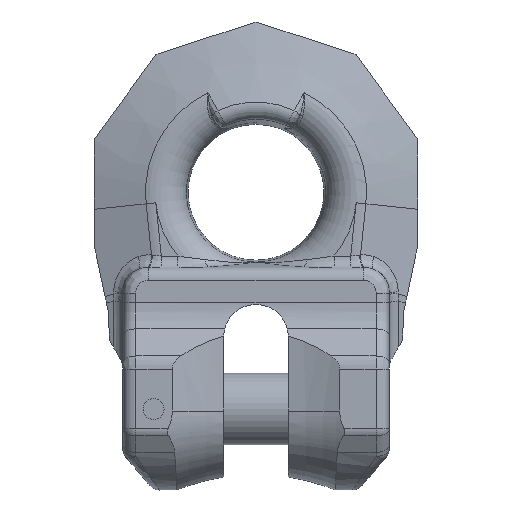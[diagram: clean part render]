
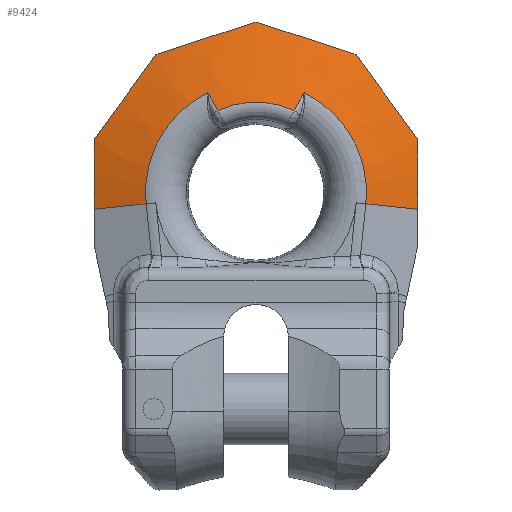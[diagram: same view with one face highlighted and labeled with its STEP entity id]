
A CAD part, front view. The second image highlights one B-rep face of the part: STEP entity #9424.
In plain terms, the highlighted conical face has half-angle 71.874 degrees and reference radius 49.855 mm.
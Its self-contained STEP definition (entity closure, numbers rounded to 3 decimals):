
#781=DIRECTION('',(-0.945,0.311,-0.099));
#782=VECTOR('',#781,21.06);
#783=CARTESIAN_POINT('',(-42.095,-14.404,78.576));
#784=LINE('',#783,#782);
#807=CARTESIAN_POINT('',(0.,-16.96,83.));
#808=DIRECTION('',(0.,-1.,0.));
#809=DIRECTION('',(0.421,0.,0.907));
#810=AXIS2_PLACEMENT_3D('',#807,#808,#809);
#812=CARTESIAN_POINT('',(-62.,-7.852,76.484));
#813=CARTESIAN_POINT('',(-62.,-7.929,78.71));
#814=CARTESIAN_POINT('',(-62.,-8.004,83.161));
#815=CARTESIAN_POINT('',(-62.,-7.879,89.845));
#816=CARTESIAN_POINT('',(-62.,-7.525,96.495));
#817=CARTESIAN_POINT('',(-62.,-7.144,100.929));
#818=CARTESIAN_POINT('',(-62.,-6.92,103.145));
#820=CARTESIAN_POINT('',(-62.,-6.92,103.145));
#821=CARTESIAN_POINT('',(-60.686,-7.146,104.954));
#822=CARTESIAN_POINT('',(-58.057,-7.53,108.572));
#823=CARTESIAN_POINT('',(-54.117,-7.884,113.995));
#824=CARTESIAN_POINT('',(-50.159,-8.004,119.443));
#825=CARTESIAN_POINT('',(-46.201,-7.884,124.891));
#826=CARTESIAN_POINT('',(-42.261,-7.53,130.314));
#827=CARTESIAN_POINT('',(-39.632,-7.146,133.932));
#828=CARTESIAN_POINT('',(-38.318,-6.92,135.74));
#830=CARTESIAN_POINT('',(-38.318,-6.92,135.74));
#831=CARTESIAN_POINT('',(-36.192,-7.146,136.431));
#832=CARTESIAN_POINT('',(-31.938,-7.53,137.813));
#833=CARTESIAN_POINT('',(-25.563,-7.884,139.885));
#834=CARTESIAN_POINT('',(-19.159,-8.004,141.966));
#835=CARTESIAN_POINT('',(-12.754,-7.884,144.047));
#836=CARTESIAN_POINT('',(-6.379,-7.53,146.118));
#837=CARTESIAN_POINT('',(-2.126,-7.146,147.5));
#838=CARTESIAN_POINT('',(0.,-6.92,148.191));
#840=CARTESIAN_POINT('',(0.,-6.92,148.191));
#841=CARTESIAN_POINT('',(2.126,-7.146,147.5));
#842=CARTESIAN_POINT('',(6.38,-7.53,146.118));
#843=CARTESIAN_POINT('',(12.755,-7.884,144.046));
#844=CARTESIAN_POINT('',(19.159,-8.004,141.965));
#845=CARTESIAN_POINT('',(25.564,-7.884,139.885));
#846=CARTESIAN_POINT('',(31.939,-7.53,137.813));
#847=CARTESIAN_POINT('',(36.192,-7.146,136.431));
#848=CARTESIAN_POINT('',(38.318,-6.92,135.74));
#850=CARTESIAN_POINT('',(38.318,-6.92,135.74));
#851=CARTESIAN_POINT('',(39.632,-7.146,133.932));
#852=CARTESIAN_POINT('',(42.261,-7.53,130.314));
#853=CARTESIAN_POINT('',(46.201,-7.884,124.89));
#854=CARTESIAN_POINT('',(50.159,-8.004,119.443));
#855=CARTESIAN_POINT('',(54.117,-7.884,113.995));
#856=CARTESIAN_POINT('',(58.057,-7.53,108.572));
#857=CARTESIAN_POINT('',(60.686,-7.146,104.953));
#858=CARTESIAN_POINT('',(62.,-6.92,103.145));
#860=CARTESIAN_POINT('',(62.,-6.92,103.145));
#861=CARTESIAN_POINT('',(62.,-7.144,100.929));
#862=CARTESIAN_POINT('',(62.,-7.525,96.495));
#863=CARTESIAN_POINT('',(62.,-7.879,89.844));
#864=CARTESIAN_POINT('',(62.,-8.004,83.161));
#865=CARTESIAN_POINT('',(62.,-7.929,78.71));
#866=CARTESIAN_POINT('',(62.,-7.852,76.484));
#881=CARTESIAN_POINT('',(18.451,-14.404,121.094));
#888=CARTESIAN_POINT('',(14.521,-16.96,114.317));
#889=CARTESIAN_POINT('',(14.958,-16.676,115.07));
#890=CARTESIAN_POINT('',(15.831,-16.109,116.575));
#891=CARTESIAN_POINT('',(17.142,-15.257,118.834));
#892=CARTESIAN_POINT('',(18.014,-14.689,120.341));
#893=CARTESIAN_POINT('',(18.451,-14.404,121.094));
#908=CARTESIAN_POINT('',(0.,-14.404,83.));
#909=DIRECTION('',(0.,-1.,0.));
#910=DIRECTION('',(-0.436,0.,0.9));
#911=AXIS2_PLACEMENT_3D('',#908,#909,#910);
#1002=CARTESIAN_POINT('',(0.,-14.404,83.));
#1003=DIRECTION('',(0.,-1.,0.));
#1004=DIRECTION('',(0.995,0.,-0.105));
#1005=AXIS2_PLACEMENT_3D('',#1002,#1003,#1004);
#1297=DIRECTION('',(0.945,0.311,-0.099));
#1298=VECTOR('',#1297,21.06);
#1299=CARTESIAN_POINT('',(42.095,-14.404,78.576));
#1300=LINE('',#1299,#1298);
#5915=CARTESIAN_POINT('',(14.521,-16.96,114.317));
#5939=CARTESIAN_POINT('',(-14.521,-16.96,
114.317));
#5982=CARTESIAN_POINT('',(-18.451,-14.404,
121.093));
#5997=CARTESIAN_POINT('',(-18.451,-14.404,
121.093));
#5998=CARTESIAN_POINT('',(-18.014,-14.689,
120.34));
#5999=CARTESIAN_POINT('',(-17.141,-15.257,
118.834));
#6000=CARTESIAN_POINT('',(-15.831,-16.109,
116.575));
#6001=CARTESIAN_POINT('',(-14.958,-16.676,
115.07));
#6002=CARTESIAN_POINT('',(-14.521,-16.96,
114.317));
#7462=CARTESIAN_POINT('',(42.095,-14.404,78.576));
#7464=VERTEX_POINT('',#7462);
#7466=CARTESIAN_POINT('',(-42.095,-14.404,
78.576));
#7468=VERTEX_POINT('',#7466);
#7469=VERTEX_POINT('',#840);
#7470=VERTEX_POINT('',#848);
#7471=VERTEX_POINT('',#858);
#7472=VERTEX_POINT('',#866);
#7473=VERTEX_POINT('',#812);
#7474=VERTEX_POINT('',#818);
#7475=VERTEX_POINT('',#828);
#7519=VERTEX_POINT('',#5915);
#7520=VERTEX_POINT('',#5939);
#7528=VERTEX_POINT('',#5982);
#7530=VERTEX_POINT('',#881);
#9398=CARTESIAN_POINT('',(0.,-11.94,83.));
#9399=DIRECTION('',(0.,1.,0.));
#9400=DIRECTION('',(0.,0.,-1.));
#9401=AXIS2_PLACEMENT_3D('',#9398,#9399,#9400);
#9402=CONICAL_SURFACE('',#9401,49.855,71.874);
#9404=ORIENTED_EDGE('',*,*,#9403,.F.);
#9406=ORIENTED_EDGE('',*,*,#9405,.T.);
#9408=ORIENTED_EDGE('',*,*,#9407,.F.);
#9410=ORIENTED_EDGE('',*,*,#9409,.T.);
#9411=ORIENTED_EDGE('',*,*,#9389,.T.);
#9412=ORIENTED_EDGE('',*,*,#8305,.T.);
#9413=ORIENTED_EDGE('',*,*,#8324,.T.);
#9414=ORIENTED_EDGE('',*,*,#8339,.T.);
#9415=ORIENTED_EDGE('',*,*,#8354,.T.);
#9416=ORIENTED_EDGE('',*,*,#8369,.T.);
#9417=ORIENTED_EDGE('',*,*,#8386,.T.);
#9419=ORIENTED_EDGE('',*,*,#9418,.F.);
#9421=ORIENTED_EDGE('',*,*,#9420,.T.);
#9422=EDGE_LOOP('',(#9404,#9406,#9408,#9410,#9411,#9412,#9413,#9414,#9415,#9416,
#9417,#9419,#9421));
#9423=FACE_OUTER_BOUND('',#9422,.F.);
#9424=ADVANCED_FACE('',(#9423),#9402,.T.);
#811=CIRCLE('',#810,34.52);
#819=B_SPLINE_CURVE_WITH_KNOTS('',3,(#812,#813,#814,#815,#816,#817,#818),
.UNSPECIFIED.,.F.,.F.,(4,1,1,1,4),(0.,0.25,0.5,0.75,1.),
.UNSPECIFIED.);
#829=B_SPLINE_CURVE_WITH_KNOTS('',3,(#820,#821,#822,#823,#824,#825,#826,#827,
#828),.UNSPECIFIED.,.F.,.F.,(4,1,1,1,1,1,4),(0.,0.167,
0.333,0.5,0.667,0.833,1.),
.UNSPECIFIED.);
#839=B_SPLINE_CURVE_WITH_KNOTS('',3,(#830,#831,#832,#833,#834,#835,#836,#837,
#838),.UNSPECIFIED.,.F.,.F.,(4,1,1,1,1,1,4),(0.,0.167,
0.333,0.5,0.667,0.833,1.),
.UNSPECIFIED.);
#849=B_SPLINE_CURVE_WITH_KNOTS('',3,(#840,#841,#842,#843,#844,#845,#846,#847,
#848),.UNSPECIFIED.,.F.,.F.,(4,1,1,1,1,1,4),(0.,0.167,
0.333,0.5,0.667,0.833,1.),
.UNSPECIFIED.);
#859=B_SPLINE_CURVE_WITH_KNOTS('',3,(#850,#851,#852,#853,#854,#855,#856,#857,
#858),.UNSPECIFIED.,.F.,.F.,(4,1,1,1,1,1,4),(0.,0.167,
0.333,0.5,0.667,0.833,1.),
.UNSPECIFIED.);
#867=B_SPLINE_CURVE_WITH_KNOTS('',3,(#860,#861,#862,#863,#864,#865,#866),
.UNSPECIFIED.,.F.,.F.,(4,1,1,1,4),(0.,0.25,0.5,0.75,1.),
.UNSPECIFIED.);
#894=B_SPLINE_CURVE_WITH_KNOTS('',3,(#888,#889,#890,#891,#892,#893),
.UNSPECIFIED.,.F.,.F.,(4,1,1,4),(0.,0.333,0.667,1.),
.UNSPECIFIED.);
#912=CIRCLE('',#911,42.326);
#1006=CIRCLE('',#1005,42.326);
#6003=B_SPLINE_CURVE_WITH_KNOTS('',3,(#5997,#5998,#5999,#6000,#6001,#6002),
.UNSPECIFIED.,.F.,.F.,(4,1,1,4),(0.,0.333,0.667,1.),
.UNSPECIFIED.);
#8305=EDGE_CURVE('',#7473,#7474,#819,.T.);
#8324=EDGE_CURVE('',#7474,#7475,#829,.T.);
#8339=EDGE_CURVE('',#7475,#7469,#839,.T.);
#8354=EDGE_CURVE('',#7469,#7470,#849,.T.);
#8369=EDGE_CURVE('',#7470,#7471,#859,.T.);
#8386=EDGE_CURVE('',#7471,#7472,#867,.T.);
#9389=EDGE_CURVE('',#7468,#7473,#784,.T.);
#9403=EDGE_CURVE('',#7519,#7530,#894,.T.);
#9405=EDGE_CURVE('',#7519,#7520,#811,.T.);
#9407=EDGE_CURVE('',#7528,#7520,#6003,.T.);
#9409=EDGE_CURVE('',#7528,#7468,#912,.T.);
#9418=EDGE_CURVE('',#7464,#7472,#1300,.T.);
#9420=EDGE_CURVE('',#7464,#7530,#1006,.T.);
